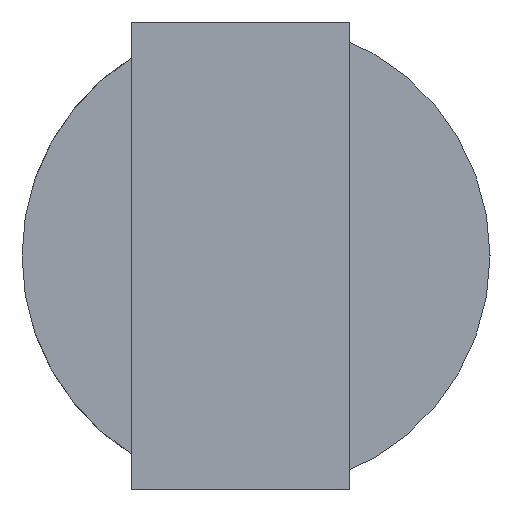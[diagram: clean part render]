
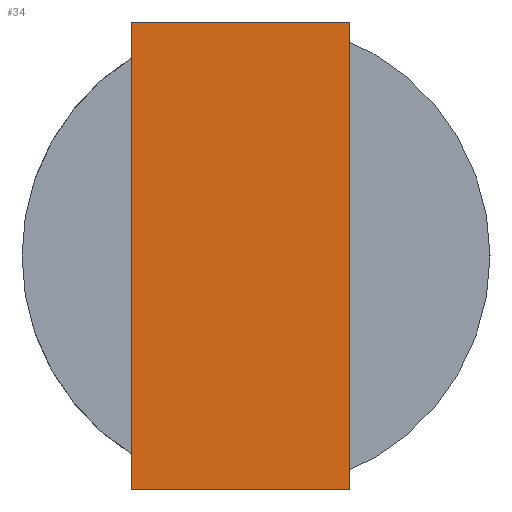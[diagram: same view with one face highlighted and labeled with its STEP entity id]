
A CAD part, front view. The second image highlights one B-rep face of the part: STEP entity #34.
In plain terms, the highlighted planar face has unit normal (0, -1, 0).
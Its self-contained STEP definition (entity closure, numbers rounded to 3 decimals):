
#16 = VERTEX_POINT ( 'NONE', #496 ) ;
#34 = ADVANCED_FACE ( 'NONE', ( #350 ), #577, .F. ) ;
#65 = DIRECTION ( 'NONE',  ( 0., 1., 0. ) ) ;
#79 = CARTESIAN_POINT ( 'NONE',  ( 0., -32.159, 15. ) ) ;
#83 = LINE ( 'NONE', #363, #375 ) ;
#151 = EDGE_CURVE ( 'NONE', #632, #772, #575, .T. ) ;
#187 = CARTESIAN_POINT ( 'NONE',  ( 7., -32.159, 15. ) ) ;
#219 = DIRECTION ( 'NONE',  ( 1., 0., 0. ) ) ;
#273 = CARTESIAN_POINT ( 'NONE',  ( 7., -32.159, 15. ) ) ;
#284 = CARTESIAN_POINT ( 'NONE',  ( 7., -32.159, 0. ) ) ;
#299 = EDGE_CURVE ( 'NONE', #16, #632, #595, .T. ) ;
#317 = ORIENTED_EDGE ( 'NONE', *, *, #151, .F. ) ;
#350 = FACE_OUTER_BOUND ( 'NONE', #743, .T. ) ;
#353 = CARTESIAN_POINT ( 'NONE',  ( 0., -32.159, 0. ) ) ;
#360 = AXIS2_PLACEMENT_3D ( 'NONE', #645, #65, #507 ) ;
#363 = CARTESIAN_POINT ( 'NONE',  ( 0., -32.159, 0. ) ) ;
#364 = VECTOR ( 'NONE', #398, 1000. ) ;
#375 = VECTOR ( 'NONE', #497, 1000. ) ;
#384 = DIRECTION ( 'NONE',  ( 0., 0., -1. ) ) ;
#398 = DIRECTION ( 'NONE',  ( 0., 0., -1. ) ) ;
#415 = VERTEX_POINT ( 'NONE', #353 ) ;
#496 = CARTESIAN_POINT ( 'NONE',  ( 0., -32.159, 15. ) ) ;
#497 = DIRECTION ( 'NONE',  ( 1., 0., 0. ) ) ;
#500 = ORIENTED_EDGE ( 'NONE', *, *, #811, .T. ) ;
#507 = DIRECTION ( 'NONE',  ( 0., 0., 1. ) ) ;
#575 = LINE ( 'NONE', #187, #625 ) ;
#577 = PLANE ( 'NONE',  #360 ) ;
#589 = ORIENTED_EDGE ( 'NONE', *, *, #299, .F. ) ;
#595 = LINE ( 'NONE', #611, #668 ) ;
#611 = CARTESIAN_POINT ( 'NONE',  ( 0., -32.159, 15. ) ) ;
#625 = VECTOR ( 'NONE', #384, 1000. ) ;
#632 = VERTEX_POINT ( 'NONE', #273 ) ;
#645 = CARTESIAN_POINT ( 'NONE',  ( 0., -32.159, 15. ) ) ;
#668 = VECTOR ( 'NONE', #219, 1000. ) ;
#695 = EDGE_CURVE ( 'NONE', #16, #415, #745, .T. ) ;
#743 = EDGE_LOOP ( 'NONE', ( #500, #317, #589, #796 ) ) ;
#745 = LINE ( 'NONE', #79, #364 ) ;
#772 = VERTEX_POINT ( 'NONE', #284 ) ;
#796 = ORIENTED_EDGE ( 'NONE', *, *, #695, .T. ) ;
#811 = EDGE_CURVE ( 'NONE', #415, #772, #83, .T. ) ;
